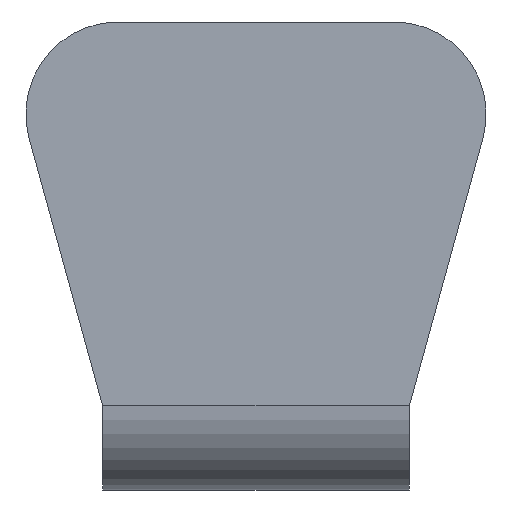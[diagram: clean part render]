
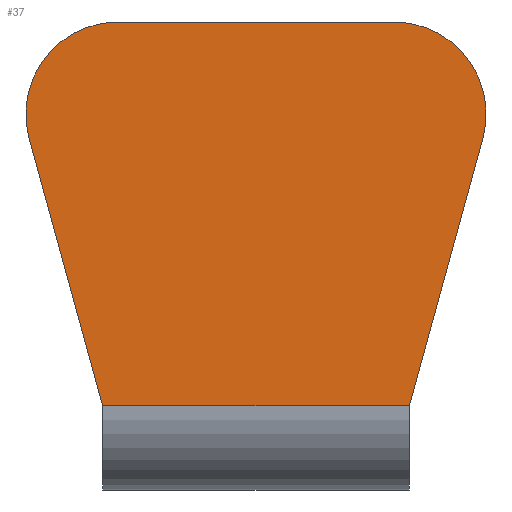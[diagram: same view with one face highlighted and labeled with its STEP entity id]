
A CAD part, front view. The second image highlights one B-rep face of the part: STEP entity #37.
In plain terms, the highlighted planar face has unit normal (0, -1, 0).
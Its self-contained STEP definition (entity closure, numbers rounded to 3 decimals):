
#11 = LINE ( 'NONE', #363, #486 ) ;
#27 = CARTESIAN_POINT ( 'NONE',  ( -9., -2.5, -6. ) ) ;
#29 = AXIS2_PLACEMENT_3D ( 'NONE', #27, #271, #521 ) ;
#31 = CARTESIAN_POINT ( 'NONE',  ( 9., -2.5, 0. ) ) ;
#37 = ADVANCED_FACE ( 'NONE', ( #349 ), #51, .T. ) ;
#38 = VERTEX_POINT ( 'NONE', #212 ) ;
#51 = PLANE ( 'NONE',  #323 ) ;
#68 = ORIENTED_EDGE ( 'NONE', *, *, #164, .F. ) ;
#75 = CARTESIAN_POINT ( 'NONE',  ( 14.785, -2.5, -7.59 ) ) ;
#87 = VERTEX_POINT ( 'NONE', #295 ) ;
#92 = LINE ( 'NONE', #265, #399 ) ;
#97 = DIRECTION ( 'NONE',  ( 0., 0., -1. ) ) ;
#101 = ORIENTED_EDGE ( 'NONE', *, *, #141, .F. ) ;
#108 = CARTESIAN_POINT ( 'NONE',  ( 9., -2.5, -6. ) ) ;
#129 = DIRECTION ( 'NONE',  ( -1., 0., 0. ) ) ;
#136 = VERTEX_POINT ( 'NONE', #412 ) ;
#141 = EDGE_CURVE ( 'NONE', #136, #228, #92, .T. ) ;
#153 = DIRECTION ( 'NONE',  ( 1., 0., 0. ) ) ;
#159 = ORIENTED_EDGE ( 'NONE', *, *, #468, .F. ) ;
#164 = EDGE_CURVE ( 'NONE', #476, #136, #196, .T. ) ;
#196 = LINE ( 'NONE', #342, #416 ) ;
#212 = CARTESIAN_POINT ( 'NONE',  ( 9., -2.5, 0. ) ) ;
#228 = VERTEX_POINT ( 'NONE', #287 ) ;
#230 = DIRECTION ( 'NONE',  ( 0., 0., -1. ) ) ;
#248 = DIRECTION ( 'NONE',  ( -0.265, 0., 0.964 ) ) ;
#265 = CARTESIAN_POINT ( 'NONE',  ( -10., -2.5, -25. ) ) ;
#271 = DIRECTION ( 'NONE',  ( 0., 1., 0. ) ) ;
#275 = CARTESIAN_POINT ( 'NONE',  ( 9., -2.5, -6. ) ) ;
#287 = CARTESIAN_POINT ( 'NONE',  ( -14.785, -2.5, -7.59 ) ) ;
#295 = CARTESIAN_POINT ( 'NONE',  ( -9., -2.5, 0. ) ) ;
#306 = CIRCLE ( 'NONE', #506, 6. ) ;
#318 = LINE ( 'NONE', #31, #386 ) ;
#321 = CARTESIAN_POINT ( 'NONE',  ( 10., -2.5, -25. ) ) ;
#322 = DIRECTION ( 'NONE',  ( -0.265, 0., -0.964 ) ) ;
#323 = AXIS2_PLACEMENT_3D ( 'NONE', #108, #382, #97 ) ;
#339 = ORIENTED_EDGE ( 'NONE', *, *, #531, .F. ) ;
#342 = CARTESIAN_POINT ( 'NONE',  ( -10., -2.5, -25. ) ) ;
#348 = ORIENTED_EDGE ( 'NONE', *, *, #446, .F. ) ;
#349 = FACE_OUTER_BOUND ( 'NONE', #537, .T. ) ;
#363 = CARTESIAN_POINT ( 'NONE',  ( 10., -2.5, -25. ) ) ;
#382 = DIRECTION ( 'NONE',  ( 0., -1., 0. ) ) ;
#386 = VECTOR ( 'NONE', #153, 1000. ) ;
#399 = VECTOR ( 'NONE', #248, 1000. ) ;
#412 = CARTESIAN_POINT ( 'NONE',  ( -10., -2.5, -25. ) ) ;
#416 = VECTOR ( 'NONE', #129, 1000. ) ;
#417 = CIRCLE ( 'NONE', #29, 6. ) ;
#446 = EDGE_CURVE ( 'NONE', #462, #476, #11, .T. ) ;
#461 = ORIENTED_EDGE ( 'NONE', *, *, #475, .F. ) ;
#462 = VERTEX_POINT ( 'NONE', #75 ) ;
#468 = EDGE_CURVE ( 'NONE', #38, #462, #306, .T. ) ;
#475 = EDGE_CURVE ( 'NONE', #87, #38, #318, .T. ) ;
#476 = VERTEX_POINT ( 'NONE', #321 ) ;
#486 = VECTOR ( 'NONE', #322, 1000. ) ;
#506 = AXIS2_PLACEMENT_3D ( 'NONE', #275, #526, #230 ) ;
#521 = DIRECTION ( 'NONE',  ( 0., 0., 1. ) ) ;
#526 = DIRECTION ( 'NONE',  ( 0., 1., 0. ) ) ;
#531 = EDGE_CURVE ( 'NONE', #228, #87, #417, .T. ) ;
#537 = EDGE_LOOP ( 'NONE', ( #68, #348, #159, #461, #339, #101 ) ) ;
